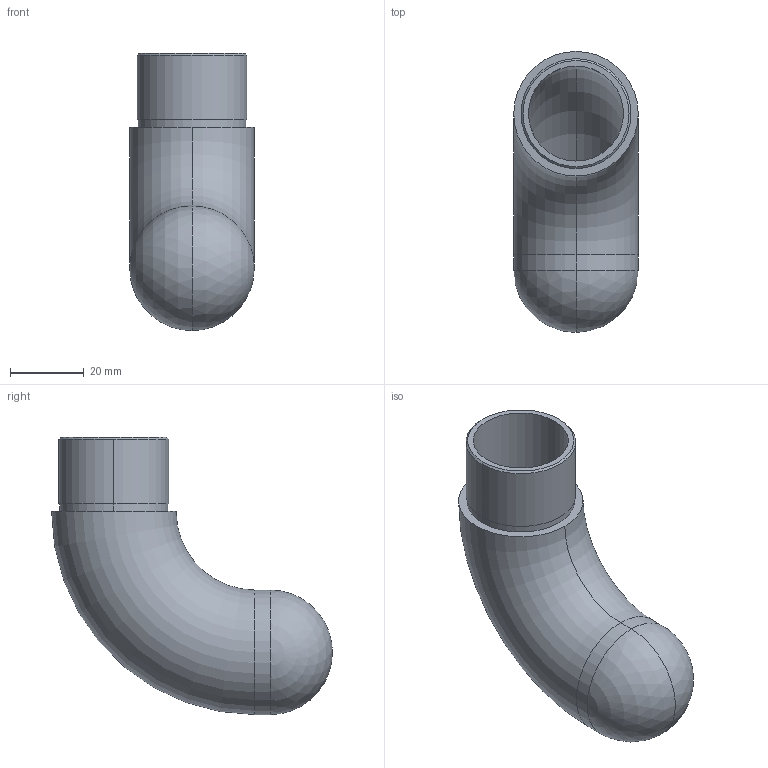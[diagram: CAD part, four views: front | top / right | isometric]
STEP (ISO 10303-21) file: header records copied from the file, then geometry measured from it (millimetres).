
FILE_DESCRIPTION (( 'STEP AP203' ), '1' );
FILE_NAME ('56215-320.STEP', '2020-08-05T06:23:05', ( '' ), ( '' ), 'SwSTEP 2.0', 'SolidWorks 2018', '' );
FILE_SCHEMA (( 'CONFIG_CONTROL_DESIGN' ));
Length unit declared in the file: millimetre
Products named in the file (1): 56215-320
Bounding box: 33.7 x 76 x 75 mm (x, y, z)
Volume: 32912.8 mm3; surface area: 18657.8 mm2
Topology: 1 solids, 1 shells, 256 faces, 689 edges, 448 vertices
Faces by surface type: bspline 108, plane 97, cylinder 41, torus 4, sphere 4, cone 2
Entity records: 12351 total; most frequent: CARTESIAN_POINT 6657, ORIENTED_EDGE 1362, DIRECTION 837, EDGE_CURVE 681, VERTEX_POINT 444, VECTOR 315, LINE 315, EDGE_LOOP 273
